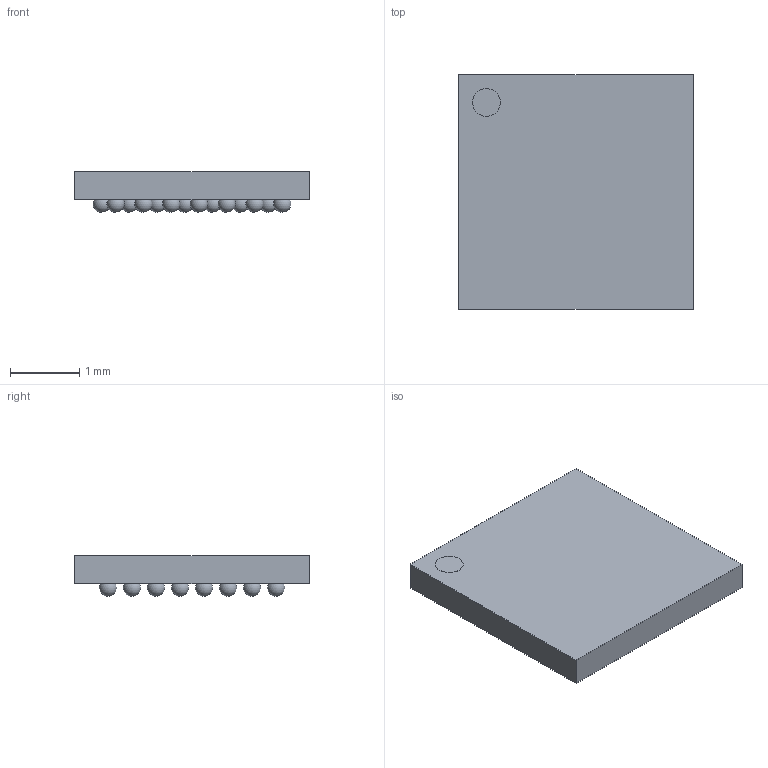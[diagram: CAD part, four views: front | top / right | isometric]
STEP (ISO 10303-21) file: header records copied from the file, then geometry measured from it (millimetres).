
FILE_DESCRIPTION(/* description */ (''),/* implementation_level */ '2;1');
FILE_NAME(/* name */ 'STM WLCSP-56 B0H4.step',/* time_stamp */ '2026-01-16T23:40:54Z',/* author */ (''),/* organization */ (''),/* preprocessor_version */ 'ST-DEVELOPER v20.1',/* originating_system */ 'Autodesk Translation Framework v14.21.0.0',/* authorisation */ '');
FILE_SCHEMA (('AUTOMOTIVE_DESIGN { 1 0 10303 214 3 1 1 }'));
Length unit declared in the file: millimetre
Products named in the file (1): ST - WLCSP-56 B0H4
Bounding box: 3.38 x 3.38 x 0.59 mm (x, y, z)
Volume: 5.1 mm3; surface area: 34.1 mm2
Topology: 1 solids, 1 shells, 64 faces, 183 edges, 122 vertices
Faces by surface type: sphere 56, plane 7, cylinder 1
Full cylindrical faces by diameter (mm): 0.4 x1
Entity records: 1942 total; most frequent: DIRECTION 371, CARTESIAN_POINT 314, ORIENTED_EDGE 254, AXIS2_PLACEMENT_3D 179, EDGE_CURVE 127, VERTEX_POINT 122, EDGE_LOOP 121, CIRCLE 114
